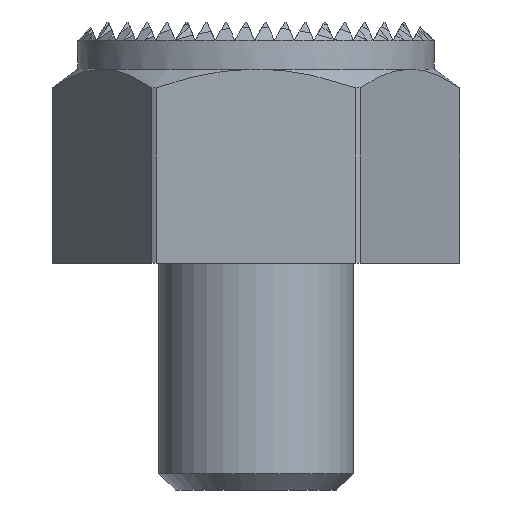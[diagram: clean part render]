
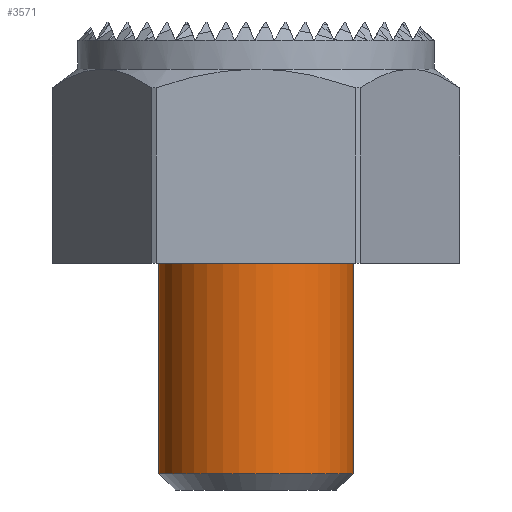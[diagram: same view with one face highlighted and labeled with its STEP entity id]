
A CAD part, left-side view. The second image highlights one B-rep face of the part: STEP entity #3571.
In plain terms, the highlighted cylindrical face has radius 6 mm (diameter 12 mm), a partial arc.
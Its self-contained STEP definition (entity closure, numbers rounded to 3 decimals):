
#3571=ADVANCED_FACE('',(#7138),#7139,.T.);
#7138=FACE_OUTER_BOUND('',#10699,.T.);
#7139=CYLINDRICAL_SURFACE('',#10700,6.0);
#10699=EDGE_LOOP('',(#19642,#19643,#19644,#19645));
#10700=AXIS2_PLACEMENT_3D('',#19646,#19647,#19648);
#19642=ORIENTED_EDGE('',*,*,#19765,.T.);
#19643=ORIENTED_EDGE('',*,*,#23036,.F.);
#19644=ORIENTED_EDGE('',*,*,#19767,.T.);
#19645=ORIENTED_EDGE('',*,*,#23034,.T.);
#19646=CARTESIAN_POINT('',(0.,0.0,-6.5));
#19647=DIRECTION('',(0.0,0.0,1.0));
#19648=DIRECTION('',(0.,-1.0,0.0));
#19765=EDGE_CURVE('',#23130,#23131,#23132,.T.);
#19767=EDGE_CURVE('',#23135,#23133,#23136,.T.);
#23034=EDGE_CURVE('',#23133,#23130,#27310,.T.);
#23036=EDGE_CURVE('',#23135,#23131,#27312,.T.);
#23130=VERTEX_POINT('',#27408);
#23131=VERTEX_POINT('',#27409);
#23132=LINE('',#27410,#27411);
#23133=VERTEX_POINT('',#27412);
#23135=VERTEX_POINT('',#27414);
#23136=LINE('',#27415,#27416);
#27310=CIRCLE('',#35631,6.0);
#27312=CIRCLE('',#35633,6.0);
#27408=CARTESIAN_POINT('',(0.,-6.0,-13.0));
#27409=CARTESIAN_POINT('',(0.,-6.0,0.));
#27410=CARTESIAN_POINT('',(0.,-6.0,-6.5));
#27411=VECTOR('',#35765,1.0);
#27412=CARTESIAN_POINT('',(0.,6.0,-13.0));
#27414=CARTESIAN_POINT('',(0.,6.0,0.));
#27415=CARTESIAN_POINT('',(0.,6.0,-6.5));
#27416=VECTOR('',#35769,1.0);
#35631=AXIS2_PLACEMENT_3D('',#37729,#37730,#37731);
#35633=AXIS2_PLACEMENT_3D('',#37732,#37733,#37734);
#35765=DIRECTION('',(0.0,0.0,1.0));
#35769=DIRECTION('',(-0.0,-0.0,-1.0));
#37729=CARTESIAN_POINT('',(0.,0.0,-13.0));
#37730=DIRECTION('',(0.0,0.0,1.0));
#37731=DIRECTION('',(0.,-1.0,0.0));
#37732=CARTESIAN_POINT('',(0.,0.0,0.));
#37733=DIRECTION('',(0.0,0.0,1.0));
#37734=DIRECTION('',(0.,-1.0,0.0));
